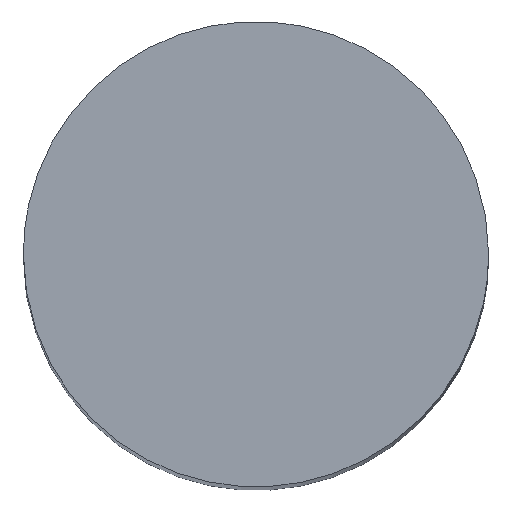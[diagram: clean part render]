
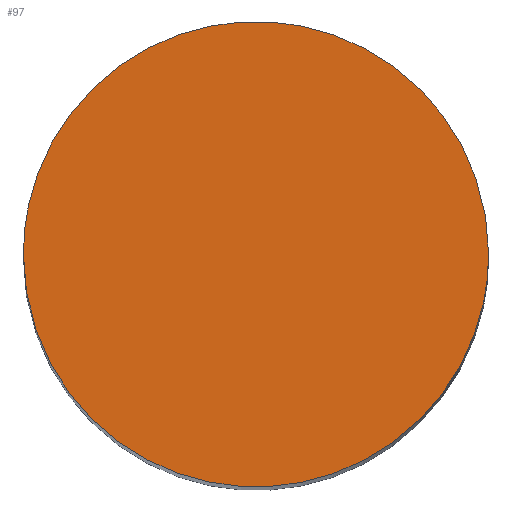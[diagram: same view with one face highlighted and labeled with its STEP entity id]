
A CAD part, top view. The second image highlights one B-rep face of the part: STEP entity #97.
In plain terms, the highlighted free-form (B-spline) face has degree [1, 1] with [2, 2] control points.
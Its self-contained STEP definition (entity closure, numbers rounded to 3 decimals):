
#21 = EDGE_CURVE('',#22,#24,#26,.T.);
#22 = VERTEX_POINT('',#23);
#23 = CARTESIAN_POINT('',(0.481,0.,4.328
    ));
#24 = VERTEX_POINT('',#25);
#25 = CARTESIAN_POINT('',(-0.481,0.,4.328));
#26 = ( BOUNDED_CURVE() B_SPLINE_CURVE(2,(#27,#28,#29,#30,#31),
.UNSPECIFIED.,.F.,.F.) B_SPLINE_CURVE_WITH_KNOTS((3,2,3),(0.,
1.571,3.142),.PIECEWISE_BEZIER_KNOTS.) CURVE() 
GEOMETRIC_REPRESENTATION_ITEM() RATIONAL_B_SPLINE_CURVE((1.,
0.707,1.,0.707,1.)) REPRESENTATION_ITEM('') );
#27 = CARTESIAN_POINT('',(0.481,0.,4.328));
#28 = CARTESIAN_POINT('',(0.481,0.481,4.328));
#29 = CARTESIAN_POINT('',(0.,0.481,4.328
    ));
#30 = CARTESIAN_POINT('',(-0.481,0.481,4.328));
#31 = CARTESIAN_POINT('',(-0.481,0.,
    4.328));
#70 = EDGE_CURVE('',#24,#22,#71,.T.);
#71 = ( BOUNDED_CURVE() B_SPLINE_CURVE(2,(#72,#73,#74,#75,#76),
.UNSPECIFIED.,.F.,.F.) B_SPLINE_CURVE_WITH_KNOTS((3,2,3),(3.142,
4.712,6.283),.PIECEWISE_BEZIER_KNOTS.) CURVE() 
GEOMETRIC_REPRESENTATION_ITEM() RATIONAL_B_SPLINE_CURVE((1.,
0.707,1.,0.707,1.)) REPRESENTATION_ITEM('') );
#72 = CARTESIAN_POINT('',(-0.481,0.,
    4.328));
#73 = CARTESIAN_POINT('',(-0.481,-0.481,4.328));
#74 = CARTESIAN_POINT('',(0.,-0.481,
    4.328));
#75 = CARTESIAN_POINT('',(0.481,-0.481,4.328));
#76 = CARTESIAN_POINT('',(0.481,0.,
    4.328));
#97 = ADVANCED_FACE('',(#98),#102,.T.);
#98 = FACE_BOUND('',#99,.T.);
#99 = EDGE_LOOP('',(#100,#101));
#100 = ORIENTED_EDGE('',*,*,#70,.T.);
#101 = ORIENTED_EDGE('',*,*,#21,.T.);
#102 = B_SPLINE_SURFACE_WITH_KNOTS('',1,1,(
    (#103,#104)
    ,(#105,#106
    )),.UNSPECIFIED.,.F.,.F.,.F.,(2,2),(2,2),(-0.4,0.4),(-0.4,0.4),
  .PIECEWISE_BEZIER_KNOTS.);
#103 = CARTESIAN_POINT('',(-0.481,-0.481,4.328)
  );
#104 = CARTESIAN_POINT('',(-0.481,0.481,4.328));
#105 = CARTESIAN_POINT('',(0.481,-0.481,4.328));
#106 = CARTESIAN_POINT('',(0.481,0.481,4.328));
